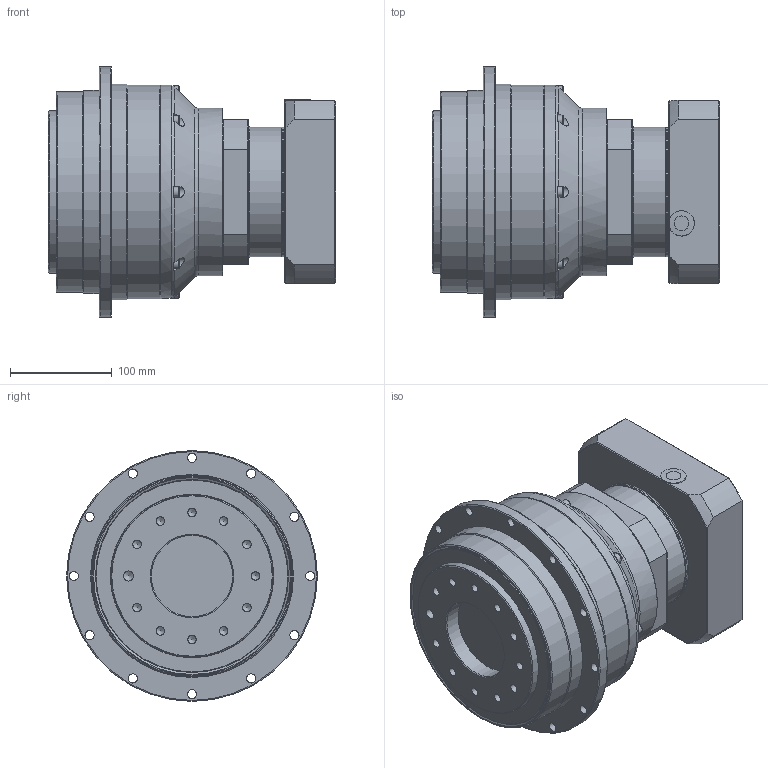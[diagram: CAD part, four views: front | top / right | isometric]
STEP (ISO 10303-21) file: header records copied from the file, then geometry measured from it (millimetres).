
FILE_DESCRIPTION(/* description */ (''),/* implementation_level */ '2;1');
FILE_NAME(/* name */ 'NF20000A2-180A.stp',/* time_stamp */ '2018-11-19T12:29:53+09:00',/* author */ ('Y.J.JI'),/* organization */ (''),/* preprocessor_version */ 'ST-DEVELOPER v15.6',/* originating_system */ 'Autodesk Inventor 2015',/* authorisation */ '');
FILE_SCHEMA (('AUTOMOTIVE_DESIGN { 1 0 10303 214 3 1 1 }'));
Length unit declared in the file: millimetre
Products named in the file (1): NF20000A2-180A
Bounding box: 283 x 247 x 247 mm (x, y, z)
Volume: 5717394.7 mm3; surface area: 526300.7 mm2
Topology: 2 solids, 27 shells, 581 faces, 1363 edges, 867 vertices
Faces by surface type: plane 253, cylinder 172, cone 101, torus 51, sphere 4
Full cylindrical faces by diameter (mm): 4.917 x8, 6 x8, 6.6 x8, 6.647 x10, 8 x6, 8.376 x12, 8.5 x4, 9 x18, 10 x10, 10.106 x4, 11 x1, 12.5 x1, 13 x6, 14 x11, 14.5 x1, 16 x1, 25 x1, 38 x1, 48 x1, 80 x1, 94 x1, 100 x1, 128 x2, 130 x1, 135.2 x1, 148 x1, 152.1 x1, 160 x2, 164 x1, 165 x1
Entity records: 15327 total; most frequent: CARTESIAN_POINT 3380, DIRECTION 2431, ORIENTED_EDGE 2012, AXIS2_PLACEMENT_3D 1047, EDGE_CURVE 1006, EDGE_LOOP 918, VERTEX_POINT 762, FACE_OUTER_BOUND 581
